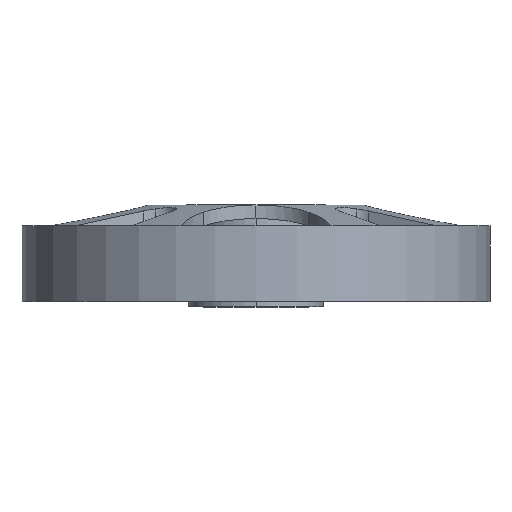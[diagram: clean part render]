
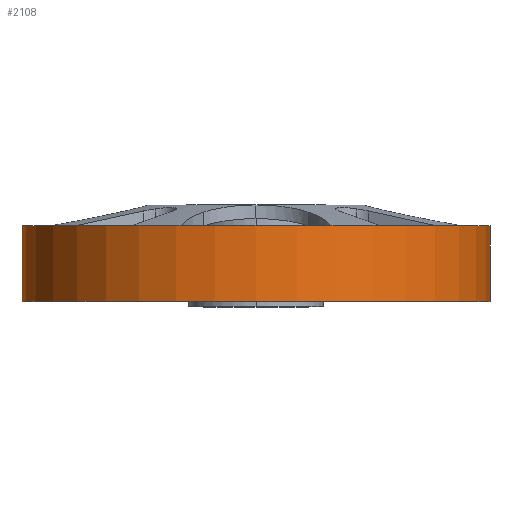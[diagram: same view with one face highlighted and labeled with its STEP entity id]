
A CAD part, top view. The second image highlights one B-rep face of the part: STEP entity #2108.
In plain terms, the highlighted cylindrical face has radius 43.45 mm (diameter 86.9 mm), a partial arc.
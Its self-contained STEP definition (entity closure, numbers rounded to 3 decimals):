
#42 = VECTOR ( 'NONE', #1943, 1000. ) ;
#67 = VECTOR ( 'NONE', #1495, 1000. ) ;
#89 = CARTESIAN_POINT ( 'NONE',  ( 43.45, 9., 0. ) ) ;
#556 = CARTESIAN_POINT ( 'NONE',  ( -43.45, 23.063, 0. ) ) ;
#579 = CARTESIAN_POINT ( 'NONE',  ( 0., 9., 0. ) ) ;
#739 = EDGE_CURVE ( 'NONE', #767, #1446, #2686, .T. ) ;
#767 = VERTEX_POINT ( 'NONE', #556 ) ;
#823 = DIRECTION ( 'NONE',  ( 0., 1., 0. ) ) ;
#1014 = EDGE_CURVE ( 'NONE', #1034, #1954, #1150, .T. ) ;
#1034 = VERTEX_POINT ( 'NONE', #2996 ) ;
#1150 = CIRCLE ( 'NONE', #3068, 43.45 ) ;
#1240 = CARTESIAN_POINT ( 'NONE',  ( 43.45, 23.063, 0. ) ) ;
#1311 = LINE ( 'NONE', #1637, #42 ) ;
#1312 = ORIENTED_EDGE ( 'NONE', *, *, #1014, .T. ) ;
#1354 = EDGE_CURVE ( 'NONE', #1034, #767, #1311, .T. ) ;
#1446 = VERTEX_POINT ( 'NONE', #1240 ) ;
#1495 = DIRECTION ( 'NONE',  ( 0., 1., 0. ) ) ;
#1637 = CARTESIAN_POINT ( 'NONE',  ( -43.45, -114.895, 0. ) ) ;
#1641 = CARTESIAN_POINT ( 'NONE',  ( 43.45, -114.895, 0. ) ) ;
#1943 = DIRECTION ( 'NONE',  ( 0., 1., 0. ) ) ;
#1954 = VERTEX_POINT ( 'NONE', #89 ) ;
#1972 = CYLINDRICAL_SURFACE ( 'NONE', #3023, 43.45 ) ;
#2108 = ADVANCED_FACE ( 'NONE', ( #2528 ), #1972, .T. ) ;
#2247 = EDGE_LOOP ( 'NONE', ( #1312, #2508, #2872, #2616 ) ) ;
#2416 = LINE ( 'NONE', #1641, #67 ) ;
#2508 = ORIENTED_EDGE ( 'NONE', *, *, #2769, .T. ) ;
#2528 = FACE_OUTER_BOUND ( 'NONE', #2247, .T. ) ;
#2586 = DIRECTION ( 'NONE',  ( 0., 1., 0. ) ) ;
#2616 = ORIENTED_EDGE ( 'NONE', *, *, #1354, .F. ) ;
#2686 = CIRCLE ( 'NONE', #3142, 43.45 ) ;
#2769 = EDGE_CURVE ( 'NONE', #1954, #1446, #2416, .T. ) ;
#2853 = DIRECTION ( 'NONE',  ( -1., 0., 0. ) ) ;
#2872 = ORIENTED_EDGE ( 'NONE', *, *, #739, .F. ) ;
#2923 = CARTESIAN_POINT ( 'NONE',  ( 0., 23.063, 0. ) ) ;
#2943 = DIRECTION ( 'NONE',  ( 0., 1., 0. ) ) ;
#2953 = DIRECTION ( 'NONE',  ( -1., 0., 0. ) ) ;
#2996 = CARTESIAN_POINT ( 'NONE',  ( -43.45, 9., 0. ) ) ;
#3023 = AXIS2_PLACEMENT_3D ( 'NONE', #3054, #2586, #2953 ) ;
#3054 = CARTESIAN_POINT ( 'NONE',  ( 0., -114.895, 0. ) ) ;
#3068 = AXIS2_PLACEMENT_3D ( 'NONE', #579, #823, #3118 ) ;
#3118 = DIRECTION ( 'NONE',  ( 0., 0., -1. ) ) ;
#3142 = AXIS2_PLACEMENT_3D ( 'NONE', #2923, #2943, #2853 ) ;
